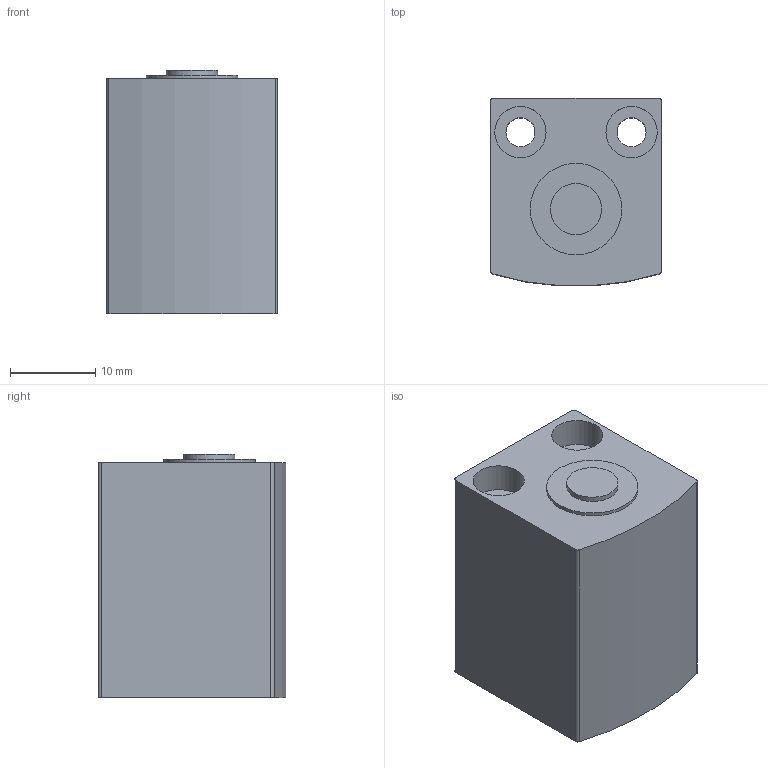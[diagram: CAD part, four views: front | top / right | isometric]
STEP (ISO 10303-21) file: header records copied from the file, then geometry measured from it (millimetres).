
FILE_DESCRIPTION(/* description */ ('STEP AP214'),/* implementation_level */ '2;1');
FILE_NAME(/* name */ '530567_AEVC-12-10-P',/* time_stamp */ '2024-08-02T19:01:35+02:00',/* author */ ('License CC BY-ND 4.0'),/* organization */ ('CADENAS'),/* preprocessor_version */ 'ST-DEVELOPER v19.3',/* originating_system */ 'PARTsolutions',/* authorisation */ ' ');
FILE_SCHEMA (('AUTOMOTIVE_DESIGN {1 0 10303 214 3 1 1}'));
Length unit declared in the file: millimetre
Products named in the file (3): 530567 AEVC-12-10-P---(asm_0); 530567 AEVC-12-10-P---(ZR); 530567 AEVC-12-10-P---(KS)
Assembly tree (2 placements, depth 2):
  530567 AEVC-12-10-P---(asm_0)
    530567 AEVC-12-10-P---(ZR)
    530567 AEVC-12-10-P---(KS)
Bounding box: 20 x 21.94 x 28.5 mm (x, y, z)
Volume: 10308 mm3; surface area: 5128.4 mm2
Topology: 2 solids, 2 shells, 32 faces, 60 edges, 40 vertices
Faces by surface type: cylinder 16, plane 15, cone 1
Full cylindrical faces by diameter (mm): 2 x1, 3.4 x2, 4.134 x1, 6 x4, 10.7 x1, 12 x2
Entity records: 831 total; most frequent: DIRECTION 150, CARTESIAN_POINT 121, ORIENTED_EDGE 94, AXIS2_PLACEMENT_3D 68, EDGE_LOOP 56, FACE_BOUND 56, EDGE_CURVE 47, VERTEX_POINT 39
